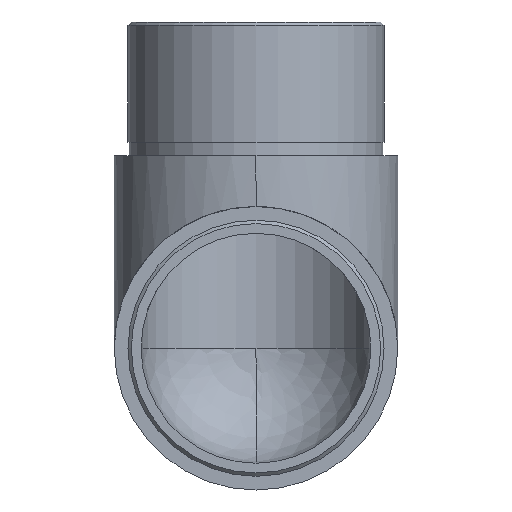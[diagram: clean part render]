
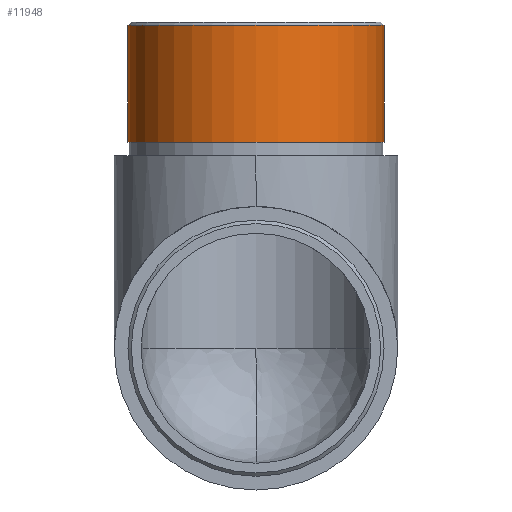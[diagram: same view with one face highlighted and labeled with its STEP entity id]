
A CAD part, front view. The second image highlights one B-rep face of the part: STEP entity #11948.
In plain terms, the highlighted cylindrical face has radius 19.15 mm (diameter 38.3 mm), a full revolution.
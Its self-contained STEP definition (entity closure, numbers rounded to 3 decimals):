
#14 = DIRECTION ( 'NONE',  ( 0., 0., -1. ) ) ;
#1058 = DIRECTION ( 'NONE',  ( 1., 0., 0. ) ) ;
#1424 = CYLINDRICAL_SURFACE ( 'NONE', #2702, 19.15 ) ;
#1958 = CARTESIAN_POINT ( 'NONE',  ( 0., 28.8, 69.5 ) ) ;
#2053 = DIRECTION ( 'NONE',  ( 0., 0., 1. ) ) ;
#2702 = AXIS2_PLACEMENT_3D ( 'NONE', #8543, #7554, #7476 ) ;
#3222 = ORIENTED_EDGE ( 'NONE', *, *, #6405, .T. ) ;
#3301 = EDGE_LOOP ( 'NONE', ( #3222 ) ) ;
#6113 = CIRCLE ( 'NONE', #8664, 19.15 ) ;
#6405 = EDGE_CURVE ( 'NONE', #7110, #7110, #6573, .T. ) ;
#6573 = CIRCLE ( 'NONE', #10012, 19.15 ) ;
#6962 = FACE_OUTER_BOUND ( 'NONE', #3301, .T. ) ;
#7110 = VERTEX_POINT ( 'NONE', #7144 ) ;
#7144 = CARTESIAN_POINT ( 'NONE',  ( 19.15, 28.8, 69.5 ) ) ;
#7476 = DIRECTION ( 'NONE',  ( -1., 0., 0. ) ) ;
#7554 = DIRECTION ( 'NONE',  ( 0., 0., -1. ) ) ;
#7576 = EDGE_CURVE ( 'NONE', #9609, #9609, #6113, .T. ) ;
#8422 = ORIENTED_EDGE ( 'NONE', *, *, #7576, .T. ) ;
#8427 = FACE_OUTER_BOUND ( 'NONE', #10076, .T. ) ;
#8543 = CARTESIAN_POINT ( 'NONE',  ( 0., 28.8, 70. ) ) ;
#8664 = AXIS2_PLACEMENT_3D ( 'NONE', #9741, #2053, #1058 ) ;
#9609 = VERTEX_POINT ( 'NONE', #11897 ) ;
#9741 = CARTESIAN_POINT ( 'NONE',  ( 0., 28.8, 52. ) ) ;
#10012 = AXIS2_PLACEMENT_3D ( 'NONE', #1958, #14, #12325 ) ;
#10076 = EDGE_LOOP ( 'NONE', ( #8422 ) ) ;
#11897 = CARTESIAN_POINT ( 'NONE',  ( 19.15, 28.8, 52. ) ) ;
#11948 = ADVANCED_FACE ( 'NONE', ( #6962, #8427 ), #1424, .T. ) ;
#12325 = DIRECTION ( 'NONE',  ( 1., 0., 0. ) ) ;
